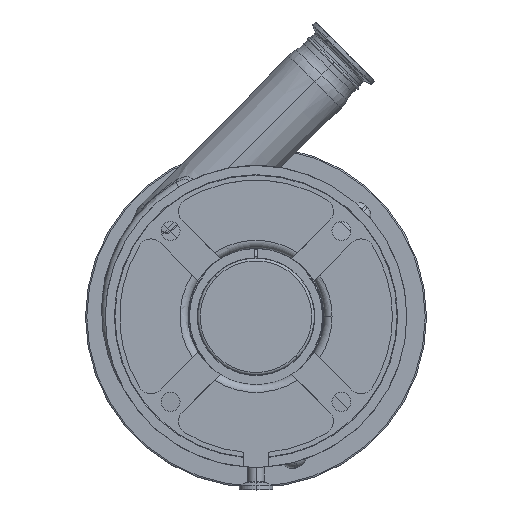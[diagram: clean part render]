
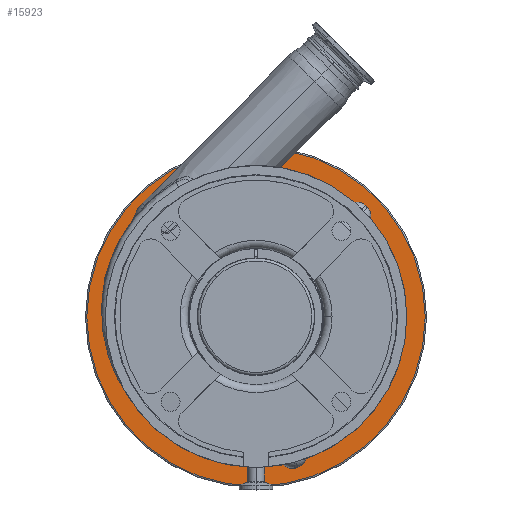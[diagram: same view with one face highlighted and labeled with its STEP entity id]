
A CAD part, top view. The second image highlights one B-rep face of the part: STEP entity #15923.
In plain terms, the highlighted planar face has unit normal (0, 0, 1).
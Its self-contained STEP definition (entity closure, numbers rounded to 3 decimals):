
#11 = VERTEX_POINT ( 'NONE', #15677 ) ;
#242 = DIRECTION ( 'NONE',  ( -1., 0., 0. ) ) ;
#248 = DIRECTION ( 'NONE',  ( 0., 0., -1. ) ) ;
#616 = DIRECTION ( 'NONE',  ( 1., 0., 0. ) ) ;
#1674 = DIRECTION ( 'NONE',  ( 0., 0., -1. ) ) ;
#1740 = VERTEX_POINT ( 'NONE', #9237 ) ;
#1843 = EDGE_LOOP ( 'NONE', ( #14706, #7717 ) ) ;
#1876 = CARTESIAN_POINT ( 'NONE',  ( 28.211, -105.286, -58.5 ) ) ;
#1920 = CARTESIAN_POINT ( 'NONE',  ( 77.075, 77.075, -58.5 ) ) ;
#2166 = CARTESIAN_POINT ( 'NONE',  ( 0., 0., -58.5 ) ) ;
#2392 = EDGE_CURVE ( 'NONE', #7142, #18536, #13155, .T. ) ;
#2601 = CARTESIAN_POINT ( 'NONE',  ( -129., 0., -58.5 ) ) ;
#2697 = AXIS2_PLACEMENT_3D ( 'NONE', #16815, #1674, #3085 ) ;
#3085 = DIRECTION ( 'NONE',  ( -1., 0., 0. ) ) ;
#3407 = DIRECTION ( 'NONE',  ( 0., 0., -1. ) ) ;
#3579 = ORIENTED_EDGE ( 'NONE', *, *, #18372, .T. ) ;
#3846 = EDGE_LOOP ( 'NONE', ( #3579, #4908 ) ) ;
#3853 = CARTESIAN_POINT ( 'NONE',  ( -98.215, 21.14, -58.5 ) ) ;
#3882 = VERTEX_POINT ( 'NONE', #14581 ) ;
#3982 = AXIS2_PLACEMENT_3D ( 'NONE', #1920, #4915, #18933 ) ;
#4130 = CARTESIAN_POINT ( 'NONE',  ( 84.146, 70.004, -58.5 ) ) ;
#4371 = CARTESIAN_POINT ( 'NONE',  ( 129., 0., -58.5 ) ) ;
#4379 = AXIS2_PLACEMENT_3D ( 'NONE', #14325, #17646, #616 ) ;
#4462 = EDGE_CURVE ( 'NONE', #11509, #5681, #4865, .T. ) ;
#4828 = ORIENTED_EDGE ( 'NONE', *, *, #17475, .T. ) ;
#4865 = CIRCLE ( 'NONE', #7429, 10. ) ;
#4873 = DIRECTION ( 'NONE',  ( -1., 0., 0. ) ) ;
#4908 = ORIENTED_EDGE ( 'NONE', *, *, #11385, .T. ) ;
#4915 = DIRECTION ( 'NONE',  ( 0., 0., -1. ) ) ;
#5256 = CIRCLE ( 'NONE', #19044, 97. ) ;
#5475 = DIRECTION ( 'NONE',  ( 1., 0., 0. ) ) ;
#5681 = VERTEX_POINT ( 'NONE', #13257 ) ;
#5811 = AXIS2_PLACEMENT_3D ( 'NONE', #8477, #19291, #5475 ) ;
#6241 = CIRCLE ( 'NONE', #9736, 10. ) ;
#6414 = AXIS2_PLACEMENT_3D ( 'NONE', #6655, #248, #17378 ) ;
#6655 = CARTESIAN_POINT ( 'NONE',  ( 0., 64.295, -58.5 ) ) ;
#7040 = CARTESIAN_POINT ( 'NONE',  ( -68.589, 68.589, -58.5 ) ) ;
#7102 = DIRECTION ( 'NONE',  ( -1., 0., 0. ) ) ;
#7142 = VERTEX_POINT ( 'NONE', #4371 ) ;
#7429 = AXIS2_PLACEMENT_3D ( 'NONE', #11011, #17434, #7102 ) ;
#7717 = ORIENTED_EDGE ( 'NONE', *, *, #12503, .T. ) ;
#7722 = CARTESIAN_POINT ( 'NONE',  ( 0., 0., -58.5 ) ) ;
#7854 = DIRECTION ( 'NONE',  ( 0., 0., -1. ) ) ;
#7960 = ORIENTED_EDGE ( 'NONE', *, *, #2392, .T. ) ;
#8060 = FACE_BOUND ( 'NONE', #1843, .T. ) ;
#8149 = CIRCLE ( 'NONE', #3982, 10. ) ;
#8357 = DIRECTION ( 'NONE',  ( -1., 0., 0. ) ) ;
#8477 = CARTESIAN_POINT ( 'NONE',  ( 0., 0., -58.5 ) ) ;
#8754 = ORIENTED_EDGE ( 'NONE', *, *, #17221, .T. ) ;
#8806 = EDGE_CURVE ( 'NONE', #5681, #11509, #19179, .T. ) ;
#9237 = CARTESIAN_POINT ( 'NONE',  ( 35.282, -112.357, -58.5 ) ) ;
#9536 = FACE_BOUND ( 'NONE', #3846, .T. ) ;
#9736 = AXIS2_PLACEMENT_3D ( 'NONE', #1876, #13981, #4873 ) ;
#10079 = CIRCLE ( 'NONE', #17477, 97. ) ;
#10445 = ORIENTED_EDGE ( 'NONE', *, *, #8806, .T. ) ;
#10693 = VERTEX_POINT ( 'NONE', #4130 ) ;
#10803 = ORIENTED_EDGE ( 'NONE', *, *, #11563, .T. ) ;
#10958 = FACE_BOUND ( 'NONE', #11452, .T. ) ;
#11011 = CARTESIAN_POINT ( 'NONE',  ( -105.286, 28.211, -58.5 ) ) ;
#11146 = FACE_OUTER_BOUND ( 'NONE', #12571, .T. ) ;
#11188 = AXIS2_PLACEMENT_3D ( 'NONE', #12429, #7854, #15761 ) ;
#11385 = EDGE_CURVE ( 'NONE', #3882, #10693, #17775, .T. ) ;
#11452 = EDGE_LOOP ( 'NONE', ( #4828, #10803 ) ) ;
#11509 = VERTEX_POINT ( 'NONE', #3853 ) ;
#11563 = EDGE_CURVE ( 'NONE', #15076, #16147, #5256, .T. ) ;
#11655 = CIRCLE ( 'NONE', #19337, 10. ) ;
#12250 = DIRECTION ( 'NONE',  ( 0., 0., -1. ) ) ;
#12429 = CARTESIAN_POINT ( 'NONE',  ( -105.286, 28.211, -58.5 ) ) ;
#12503 = EDGE_CURVE ( 'NONE', #11, #1740, #6241, .T. ) ;
#12552 = FACE_BOUND ( 'NONE', #15264, .T. ) ;
#12571 = EDGE_LOOP ( 'NONE', ( #7960, #8754 ) ) ;
#12722 = EDGE_CURVE ( 'NONE', #1740, #11, #11655, .T. ) ;
#12860 = DIRECTION ( 'NONE',  ( 0., 0., -1. ) ) ;
#13155 = CIRCLE ( 'NONE', #5811, 129. ) ;
#13257 = CARTESIAN_POINT ( 'NONE',  ( -112.357, 35.282, -58.5 ) ) ;
#13438 = CARTESIAN_POINT ( 'NONE',  ( 68.589, -68.589, -58.5 ) ) ;
#13981 = DIRECTION ( 'NONE',  ( 0., 0., -1. ) ) ;
#14239 = ORIENTED_EDGE ( 'NONE', *, *, #4462, .T. ) ;
#14325 = CARTESIAN_POINT ( 'NONE',  ( 0., 0., -58.5 ) ) ;
#14581 = CARTESIAN_POINT ( 'NONE',  ( 70.004, 84.146, -58.5 ) ) ;
#14602 = CIRCLE ( 'NONE', #4379, 129. ) ;
#14706 = ORIENTED_EDGE ( 'NONE', *, *, #12722, .T. ) ;
#15076 = VERTEX_POINT ( 'NONE', #7040 ) ;
#15264 = EDGE_LOOP ( 'NONE', ( #14239, #10445 ) ) ;
#15332 = DIRECTION ( 'NONE',  ( -1., 0., 0. ) ) ;
#15677 = CARTESIAN_POINT ( 'NONE',  ( 21.14, -98.215, -58.5 ) ) ;
#15761 = DIRECTION ( 'NONE',  ( -1., 0., 0. ) ) ;
#15923 = ADVANCED_FACE ( 'NONE', ( #9536, #12552, #8060, #10958, #11146 ), #18777, .F. ) ;
#16147 = VERTEX_POINT ( 'NONE', #13438 ) ;
#16815 = CARTESIAN_POINT ( 'NONE',  ( 77.075, 77.075, -58.5 ) ) ;
#17221 = EDGE_CURVE ( 'NONE', #18536, #7142, #14602, .T. ) ;
#17378 = DIRECTION ( 'NONE',  ( -1., 0., 0. ) ) ;
#17434 = DIRECTION ( 'NONE',  ( 0., 0., -1. ) ) ;
#17475 = EDGE_CURVE ( 'NONE', #16147, #15076, #10079, .T. ) ;
#17477 = AXIS2_PLACEMENT_3D ( 'NONE', #7722, #3407, #15332 ) ;
#17646 = DIRECTION ( 'NONE',  ( 0., 0., 1. ) ) ;
#17775 = CIRCLE ( 'NONE', #2697, 10. ) ;
#18372 = EDGE_CURVE ( 'NONE', #10693, #3882, #8149, .T. ) ;
#18382 = CARTESIAN_POINT ( 'NONE',  ( 28.211, -105.286, -58.5 ) ) ;
#18536 = VERTEX_POINT ( 'NONE', #2601 ) ;
#18777 = PLANE ( 'NONE',  #6414 ) ;
#18933 = DIRECTION ( 'NONE',  ( -1., 0., 0. ) ) ;
#19044 = AXIS2_PLACEMENT_3D ( 'NONE', #2166, #12860, #8357 ) ;
#19179 = CIRCLE ( 'NONE', #11188, 10. ) ;
#19291 = DIRECTION ( 'NONE',  ( 0., 0., 1. ) ) ;
#19337 = AXIS2_PLACEMENT_3D ( 'NONE', #18382, #12250, #242 ) ;
